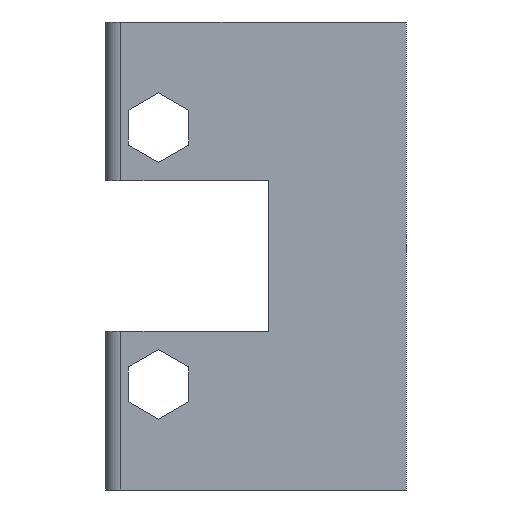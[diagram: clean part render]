
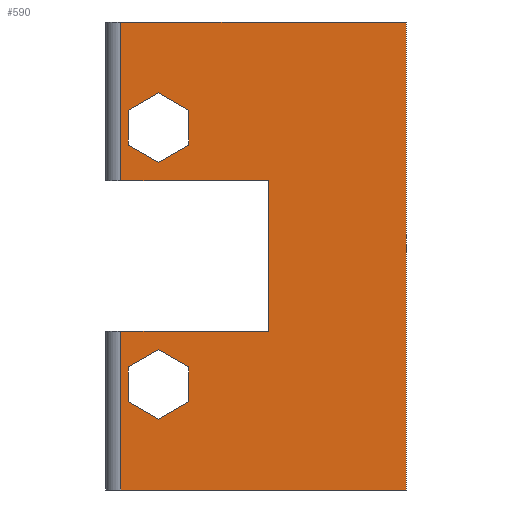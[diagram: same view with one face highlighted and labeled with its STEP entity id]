
A CAD part, left-side view. The second image highlights one B-rep face of the part: STEP entity #590.
In plain terms, the highlighted planar face has unit normal (-1, 0, 0).
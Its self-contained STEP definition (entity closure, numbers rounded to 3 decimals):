
#15=FACE_BOUND('',#84,.T.);
#16=FACE_BOUND('',#85,.T.);
#24=PLANE('',#648);
#53=FACE_OUTER_BOUND('',#83,.T.);
#83=EDGE_LOOP('',(#449,#450,#451,#452,#453,#454,#455,#456));
#84=EDGE_LOOP('',(#457,#458,#459,#460,#461,#462));
#85=EDGE_LOOP('',(#463,#464,#465,#466,#467,#468));
#111=LINE('',#833,#189);
#117=LINE('',#846,#195);
#121=LINE('',#859,#199);
#128=LINE('',#875,#206);
#133=LINE('',#884,#211);
#134=LINE('',#886,#212);
#135=LINE('',#888,#213);
#136=LINE('',#889,#214);
#137=LINE('',#892,#215);
#138=LINE('',#894,#216);
#139=LINE('',#896,#217);
#140=LINE('',#898,#218);
#141=LINE('',#900,#219);
#142=LINE('',#901,#220);
#143=LINE('',#904,#221);
#144=LINE('',#906,#222);
#145=LINE('',#908,#223);
#146=LINE('',#910,#224);
#147=LINE('',#912,#225);
#148=LINE('',#913,#226);
#189=VECTOR('',#681,10.);
#195=VECTOR('',#691,15.);
#199=VECTOR('',#701,10.);
#206=VECTOR('',#714,15.);
#211=VECTOR('',#721,15.);
#212=VECTOR('',#724,15.);
#213=VECTOR('',#725,15.);
#214=VECTOR('',#726,15.);
#215=VECTOR('',#727,15.);
#216=VECTOR('',#728,15.);
#217=VECTOR('',#729,15.);
#218=VECTOR('',#730,15.);
#219=VECTOR('',#731,15.);
#220=VECTOR('',#732,15.);
#221=VECTOR('',#733,15.);
#222=VECTOR('',#734,15.);
#223=VECTOR('',#735,15.);
#224=VECTOR('',#736,15.);
#225=VECTOR('',#737,15.);
#226=VECTOR('',#738,15.);
#272=VERTEX_POINT('',#826);
#275=VERTEX_POINT('',#831);
#280=VERTEX_POINT('',#845);
#285=VERTEX_POINT('',#856);
#286=VERTEX_POINT('',#858);
#292=VERTEX_POINT('',#874);
#295=VERTEX_POINT('',#882);
#296=VERTEX_POINT('',#887);
#297=VERTEX_POINT('',#890);
#298=VERTEX_POINT('',#891);
#299=VERTEX_POINT('',#893);
#300=VERTEX_POINT('',#895);
#301=VERTEX_POINT('',#897);
#302=VERTEX_POINT('',#899);
#303=VERTEX_POINT('',#902);
#304=VERTEX_POINT('',#903);
#305=VERTEX_POINT('',#905);
#306=VERTEX_POINT('',#907);
#307=VERTEX_POINT('',#909);
#308=VERTEX_POINT('',#911);
#331=EDGE_CURVE('',#275,#272,#111,.T.);
#337=EDGE_CURVE('',#280,#272,#117,.T.);
#343=EDGE_CURVE('',#285,#286,#121,.T.);
#351=EDGE_CURVE('',#292,#286,#128,.T.);
#356=EDGE_CURVE('',#295,#275,#133,.T.);
#357=EDGE_CURVE('',#292,#295,#134,.T.);
#358=EDGE_CURVE('',#285,#296,#135,.T.);
#359=EDGE_CURVE('',#296,#280,#136,.T.);
#360=EDGE_CURVE('',#297,#298,#137,.T.);
#361=EDGE_CURVE('',#298,#299,#138,.T.);
#362=EDGE_CURVE('',#299,#300,#139,.T.);
#363=EDGE_CURVE('',#300,#301,#140,.T.);
#364=EDGE_CURVE('',#301,#302,#141,.T.);
#365=EDGE_CURVE('',#302,#297,#142,.T.);
#366=EDGE_CURVE('',#303,#304,#143,.T.);
#367=EDGE_CURVE('',#304,#305,#144,.T.);
#368=EDGE_CURVE('',#305,#306,#145,.T.);
#369=EDGE_CURVE('',#306,#307,#146,.T.);
#370=EDGE_CURVE('',#307,#308,#147,.T.);
#371=EDGE_CURVE('',#308,#303,#148,.T.);
#449=ORIENTED_EDGE('',*,*,#331,.F.);
#450=ORIENTED_EDGE('',*,*,#356,.F.);
#451=ORIENTED_EDGE('',*,*,#357,.F.);
#452=ORIENTED_EDGE('',*,*,#351,.T.);
#453=ORIENTED_EDGE('',*,*,#343,.F.);
#454=ORIENTED_EDGE('',*,*,#358,.T.);
#455=ORIENTED_EDGE('',*,*,#359,.T.);
#456=ORIENTED_EDGE('',*,*,#337,.T.);
#457=ORIENTED_EDGE('',*,*,#360,.T.);
#458=ORIENTED_EDGE('',*,*,#361,.T.);
#459=ORIENTED_EDGE('',*,*,#362,.T.);
#460=ORIENTED_EDGE('',*,*,#363,.T.);
#461=ORIENTED_EDGE('',*,*,#364,.T.);
#462=ORIENTED_EDGE('',*,*,#365,.T.);
#463=ORIENTED_EDGE('',*,*,#366,.T.);
#464=ORIENTED_EDGE('',*,*,#367,.T.);
#465=ORIENTED_EDGE('',*,*,#368,.T.);
#466=ORIENTED_EDGE('',*,*,#369,.T.);
#467=ORIENTED_EDGE('',*,*,#370,.T.);
#468=ORIENTED_EDGE('',*,*,#371,.T.);
#590=ADVANCED_FACE('',(#53,#15,#16),#24,.F.);
#648=AXIS2_PLACEMENT_3D('',#885,#722,#723);
#681=DIRECTION('',(0.,0.,1.));
#691=DIRECTION('',(0.,1.,0.));
#701=DIRECTION('',(0.,0.,1.));
#714=DIRECTION('',(0.,1.,0.));
#721=DIRECTION('',(0.,1.,0.));
#722=DIRECTION('center_axis',(1.,0.,0.));
#723=DIRECTION('ref_axis',(0.,0.,-1.));
#724=DIRECTION('',(0.,0.,1.));
#725=DIRECTION('',(0.,-1.,0.));
#726=DIRECTION('',(0.,0.,1.));
#727=DIRECTION('',(0.,0.866,-0.5));
#728=DIRECTION('',(0.,0.866,0.5));
#729=DIRECTION('',(0.,0.,1.));
#730=DIRECTION('',(0.,-0.866,0.5));
#731=DIRECTION('',(0.,-0.866,-0.5));
#732=DIRECTION('',(0.,0.,-1.));
#733=DIRECTION('',(0.,0.866,-0.5));
#734=DIRECTION('',(0.,0.866,0.5));
#735=DIRECTION('',(0.,0.,1.));
#736=DIRECTION('',(0.,-0.866,0.5));
#737=DIRECTION('',(0.,-0.866,-0.5));
#738=DIRECTION('',(0.,0.,-1.));
#826=CARTESIAN_POINT('',(-21.345,18.794,23.25));
#831=CARTESIAN_POINT('',(-21.345,18.794,7.471));
#833=CARTESIAN_POINT('',(-21.345,18.794,11.625));
#845=CARTESIAN_POINT('',(-21.345,-9.556,23.25));
#846=CARTESIAN_POINT('',(-21.345,9.119,23.25));
#856=CARTESIAN_POINT('',(-21.345,18.794,-23.25));
#858=CARTESIAN_POINT('',(-21.345,18.794,-7.471));
#859=CARTESIAN_POINT('',(-21.345,18.794,11.625));
#874=CARTESIAN_POINT('',(-21.345,4.112,-7.471));
#875=CARTESIAN_POINT('',(-21.345,4.112,-7.471));
#882=CARTESIAN_POINT('',(-21.345,4.112,7.471));
#884=CARTESIAN_POINT('',(-21.345,4.112,7.471));
#885=CARTESIAN_POINT('Origin',(-21.345,-2.056,23.25));
#886=CARTESIAN_POINT('',(-21.345,4.112,19.86));
#887=CARTESIAN_POINT('',(-21.345,-9.556,-23.25));
#888=CARTESIAN_POINT('',(-21.345,9.119,-23.25));
#889=CARTESIAN_POINT('',(-21.345,-9.556,13.875));
#890=CARTESIAN_POINT('',(-21.345,12.044,-14.482));
#891=CARTESIAN_POINT('',(-21.345,15.044,-16.214));
#892=CARTESIAN_POINT('',(-21.345,-1.413,-6.713));
#893=CARTESIAN_POINT('',(-21.345,18.044,-14.482));
#894=CARTESIAN_POINT('',(-21.345,17.176,-14.983));
#895=CARTESIAN_POINT('',(-21.345,18.044,-11.018));
#896=CARTESIAN_POINT('',(-21.345,18.044,4.384));
#897=CARTESIAN_POINT('',(-21.345,15.044,-9.286));
#898=CARTESIAN_POINT('',(-21.345,3.087,-2.383));
#899=CARTESIAN_POINT('',(-21.345,12.044,-11.018));
#900=CARTESIAN_POINT('',(-21.345,15.676,-8.921));
#901=CARTESIAN_POINT('',(-21.345,12.044,6.116));
#902=CARTESIAN_POINT('',(-21.345,12.044,11.018));
#903=CARTESIAN_POINT('',(-21.345,15.044,9.286));
#904=CARTESIAN_POINT('',(-21.345,4.108,15.6));
#905=CARTESIAN_POINT('',(-21.345,18.044,11.018));
#906=CARTESIAN_POINT('',(-21.345,11.655,7.329));
#907=CARTESIAN_POINT('',(-21.345,18.044,14.482));
#908=CARTESIAN_POINT('',(-21.345,18.044,17.134));
#909=CARTESIAN_POINT('',(-21.345,15.044,16.214));
#910=CARTESIAN_POINT('',(-21.345,8.608,19.93));
#911=CARTESIAN_POINT('',(-21.345,12.044,14.482));
#912=CARTESIAN_POINT('',(-21.345,10.155,13.391));
#913=CARTESIAN_POINT('',(-21.345,12.044,18.866));
